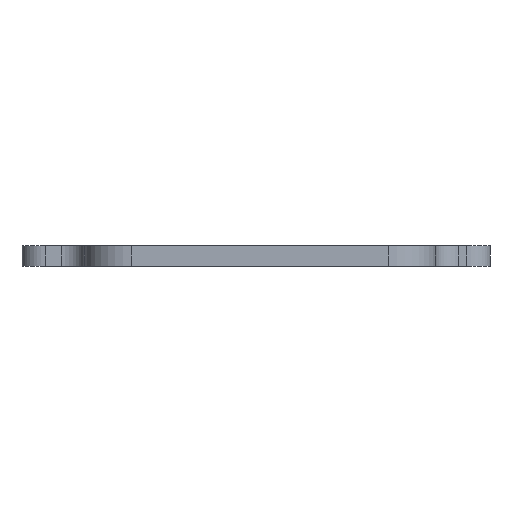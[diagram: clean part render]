
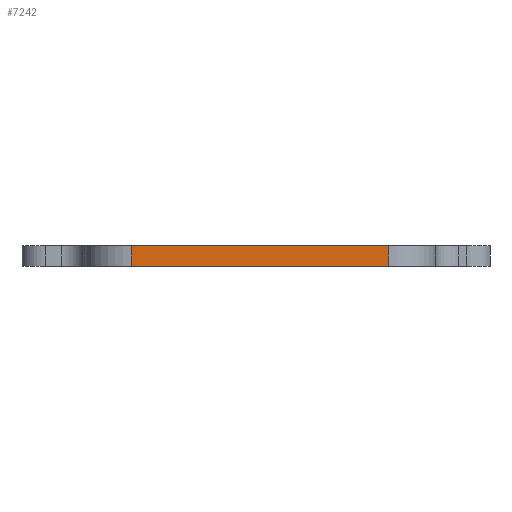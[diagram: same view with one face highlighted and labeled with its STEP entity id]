
A CAD part, front view. The second image highlights one B-rep face of the part: STEP entity #7242.
In plain terms, the highlighted planar face has unit normal (0, -1, 0).
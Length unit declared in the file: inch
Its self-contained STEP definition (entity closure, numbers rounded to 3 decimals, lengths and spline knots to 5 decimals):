
#6=DIRECTION('',(1.,0.,0.));
#7=VECTOR('',#6,1.29921);
#8=CARTESIAN_POINT('',(0.23622,0.,0.));
#9=LINE('',#8,#7);
#1235=DIRECTION('',(0.,0.,-1.));
#1236=VECTOR('',#1235,0.10236);
#1237=CARTESIAN_POINT('',(1.53543,0.,0.));
#1238=LINE('',#1237,#1236);
#1295=DIRECTION('',(0.,0.,-1.));
#1296=VECTOR('',#1295,0.10236);
#1297=CARTESIAN_POINT('',(0.23622,0.,0.));
#1298=LINE('',#1297,#1296);
#1367=DIRECTION('',(1.,0.,0.));
#1368=VECTOR('',#1367,1.29921);
#1369=CARTESIAN_POINT('',(0.23622,0.,-0.10236));
#1370=LINE('',#1369,#1368);
#4794=CARTESIAN_POINT('',(1.53543,0.,0.));
#4796=VERTEX_POINT('',#4794);
#4797=CARTESIAN_POINT('',(0.23622,0.,0.));
#4799=VERTEX_POINT('',#4797);
#4818=CARTESIAN_POINT('',(1.53543,0.,-0.10236));
#4820=VERTEX_POINT('',#4818);
#4821=CARTESIAN_POINT('',(0.23622,0.,-0.10236));
#4823=VERTEX_POINT('',#4821);
#7230=CARTESIAN_POINT('',(0.23622,0.,0.));
#7231=DIRECTION('',(0.,-1.,0.));
#7232=DIRECTION('',(1.,0.,0.));
#7233=AXIS2_PLACEMENT_3D('',#7230,#7231,#7232);
#7234=PLANE('',#7233);
#7235=ORIENTED_EDGE('',*,*,#6380,.T.);
#7236=ORIENTED_EDGE('',*,*,#7029,.T.);
#7238=ORIENTED_EDGE('',*,*,#7237,.F.);
#7239=ORIENTED_EDGE('',*,*,#7222,.F.);
#7240=EDGE_LOOP('',(#7235,#7236,#7238,#7239));
#7241=FACE_OUTER_BOUND('',#7240,.F.);
#7242=ADVANCED_FACE('',(#7241),#7234,.T.);
#6380=EDGE_CURVE('',#4799,#4796,#9,.T.);
#7029=EDGE_CURVE('',#4796,#4820,#1238,.T.);
#7222=EDGE_CURVE('',#4799,#4823,#1298,.T.);
#7237=EDGE_CURVE('',#4823,#4820,#1370,.T.);
